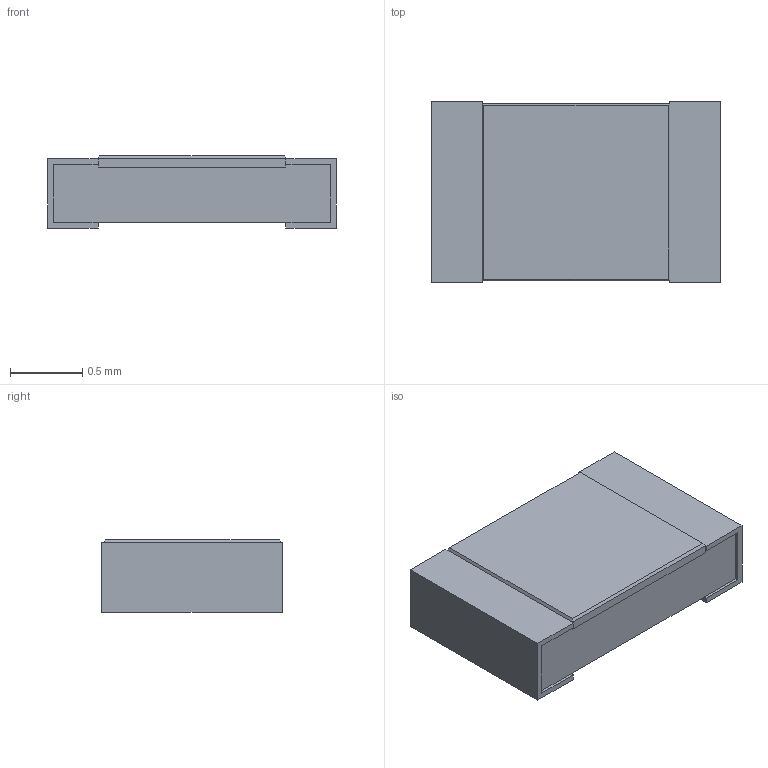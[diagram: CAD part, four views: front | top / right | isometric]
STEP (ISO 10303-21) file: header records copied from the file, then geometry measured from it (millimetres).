
FILE_DESCRIPTION (( 'STEP AP214' ), '1' );
FILE_NAME ('User Library-res0805-1.STEP', '2010-10-19T01:27:17', ( 'Solidworks' ), ( 'Solidworks' ), 'SwSTEP 2.0', 'SolidWorks 2010', '' );
FILE_SCHEMA (( 'AUTOMOTIVE_DESIGN' ));
Length unit declared in the file: millimetre
Products named in the file (1): User Library-res0805-1
Bounding box: 2 x 1.25 x 0.5 mm (x, y, z)
Volume: 1.1 mm3; surface area: 8.2 mm2
Topology: 1 solids, 1 shells, 44 faces, 110 edges, 68 vertices
Faces by surface type: plane 44
Entity records: 1784 total; most frequent: CARTESIAN_POINT 223, ORIENTED_EDGE 220, DIRECTION 200, EDGE_CURVE 110, VECTOR 110, LINE 110, VERTEX_POINT 68, UNCERTAINTY_MEASURE_WITH_UNIT 47
